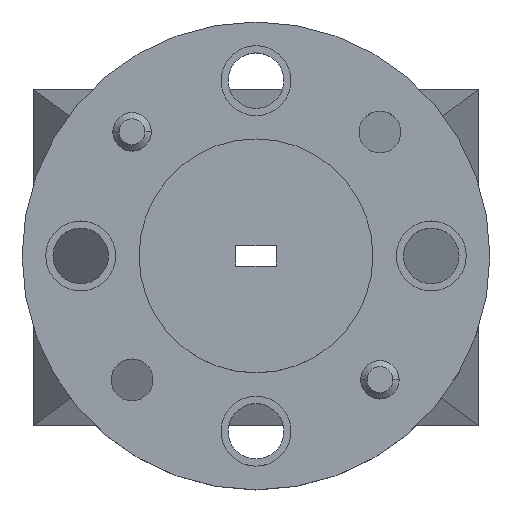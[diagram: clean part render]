
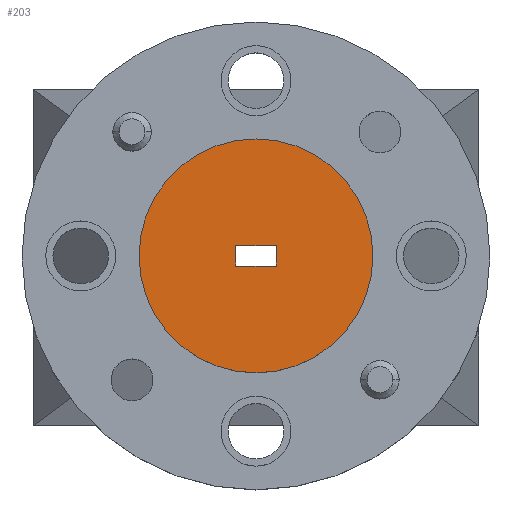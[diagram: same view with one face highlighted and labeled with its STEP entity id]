
A CAD part, top view. The second image highlights one B-rep face of the part: STEP entity #203.
In plain terms, the highlighted planar face has unit normal (0, 0, 1).
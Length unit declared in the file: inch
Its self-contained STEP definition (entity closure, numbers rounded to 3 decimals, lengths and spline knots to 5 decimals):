
#32 = PLANE ( 'NONE',  #1518 ) ;
#151 = DIRECTION ( 'NONE',  ( 0., -1., 0. ) ) ;
#162 = LINE ( 'NONE', #1880, #1035 ) ;
#165 = EDGE_CURVE ( 'NONE', #1314, #217, #2160, .T. ) ;
#203 = ADVANCED_FACE ( 'NONE', ( #1756, #1026 ), #32, .T. ) ;
#217 = VERTEX_POINT ( 'NONE', #321 ) ;
#222 = CARTESIAN_POINT ( 'NONE',  ( -0.1875, 0., 0.037 ) ) ;
#321 = CARTESIAN_POINT ( 'NONE',  ( 0.0325, -0.01625, 0.037 ) ) ;
#392 = EDGE_CURVE ( 'NONE', #2338, #2056, #2448, .T. ) ;
#433 = EDGE_CURVE ( 'NONE', #2375, #854, #2150, .T. ) ;
#439 = VECTOR ( 'NONE', #1013, 39.37008 ) ;
#477 = ORIENTED_EDGE ( 'NONE', *, *, #433, .F. ) ;
#479 = ORIENTED_EDGE ( 'NONE', *, *, #392, .T. ) ;
#516 = ORIENTED_EDGE ( 'NONE', *, *, #1587, .F. ) ;
#587 = CARTESIAN_POINT ( 'NONE',  ( 0., 0., 0.037 ) ) ;
#591 = ORIENTED_EDGE ( 'NONE', *, *, #165, .F. ) ;
#635 = DIRECTION ( 'NONE',  ( 1., 0., 0. ) ) ;
#684 = CARTESIAN_POINT ( 'NONE',  ( 0.0325, 0.01625, 0.037 ) ) ;
#713 = VECTOR ( 'NONE', #1525, 39.37008 ) ;
#802 = LINE ( 'NONE', #1362, #2441 ) ;
#854 = VERTEX_POINT ( 'NONE', #1727 ) ;
#997 = CARTESIAN_POINT ( 'NONE',  ( -0.0325, -0.01625, 0.037 ) ) ;
#1013 = DIRECTION ( 'NONE',  ( 1., 0., 0. ) ) ;
#1026 = FACE_OUTER_BOUND ( 'NONE', #2153, .T. ) ;
#1035 = VECTOR ( 'NONE', #151, 39.37008 ) ;
#1114 = CARTESIAN_POINT ( 'NONE',  ( 0., 0., 0.037 ) ) ;
#1140 = DIRECTION ( 'NONE',  ( 1., 0., 0. ) ) ;
#1150 = AXIS2_PLACEMENT_3D ( 'NONE', #587, #1377, #1140 ) ;
#1314 = VERTEX_POINT ( 'NONE', #997 ) ;
#1340 = CARTESIAN_POINT ( 'NONE',  ( 0.1875, 0., 0.037 ) ) ;
#1362 = CARTESIAN_POINT ( 'NONE',  ( 0.0325, -0.01625, 0.037 ) ) ;
#1365 = ORIENTED_EDGE ( 'NONE', *, *, #1676, .T. ) ;
#1377 = DIRECTION ( 'NONE',  ( 0., 0., 1. ) ) ;
#1472 = CIRCLE ( 'NONE', #1150, 0.1875 ) ;
#1483 = DIRECTION ( 'NONE',  ( 1., 0., 0. ) ) ;
#1508 = AXIS2_PLACEMENT_3D ( 'NONE', #1114, #1884, #1483 ) ;
#1518 = AXIS2_PLACEMENT_3D ( 'NONE', #1588, #2365, #635 ) ;
#1525 = DIRECTION ( 'NONE',  ( -1., 0., 0. ) ) ;
#1587 = EDGE_CURVE ( 'NONE', #854, #1314, #162, .T. ) ;
#1588 = CARTESIAN_POINT ( 'NONE',  ( 0., 0., 0.037 ) ) ;
#1676 = EDGE_CURVE ( 'NONE', #2056, #2338, #1472, .T. ) ;
#1720 = CARTESIAN_POINT ( 'NONE',  ( -0.0325, 0.01625, 0.037 ) ) ;
#1727 = CARTESIAN_POINT ( 'NONE',  ( -0.0325, 0.01625, 0.037 ) ) ;
#1752 = ORIENTED_EDGE ( 'NONE', *, *, #2106, .F. ) ;
#1756 = FACE_BOUND ( 'NONE', #2129, .T. ) ;
#1880 = CARTESIAN_POINT ( 'NONE',  ( -0.0325, -0.01625, 0.037 ) ) ;
#1884 = DIRECTION ( 'NONE',  ( 0., 0., 1. ) ) ;
#1949 = CARTESIAN_POINT ( 'NONE',  ( -0.0325, -0.01625, 0.037 ) ) ;
#2056 = VERTEX_POINT ( 'NONE', #222 ) ;
#2092 = DIRECTION ( 'NONE',  ( 0., 1., 0. ) ) ;
#2106 = EDGE_CURVE ( 'NONE', #217, #2375, #802, .T. ) ;
#2129 = EDGE_LOOP ( 'NONE', ( #1752, #591, #516, #477 ) ) ;
#2150 = LINE ( 'NONE', #1720, #713 ) ;
#2153 = EDGE_LOOP ( 'NONE', ( #1365, #479 ) ) ;
#2160 = LINE ( 'NONE', #1949, #439 ) ;
#2338 = VERTEX_POINT ( 'NONE', #1340 ) ;
#2365 = DIRECTION ( 'NONE',  ( 0., 0., 1. ) ) ;
#2375 = VERTEX_POINT ( 'NONE', #684 ) ;
#2441 = VECTOR ( 'NONE', #2092, 39.37008 ) ;
#2448 = CIRCLE ( 'NONE', #1508, 0.1875 ) ;
